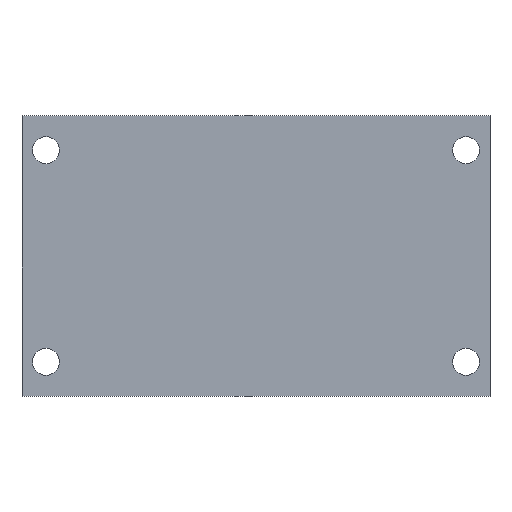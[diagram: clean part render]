
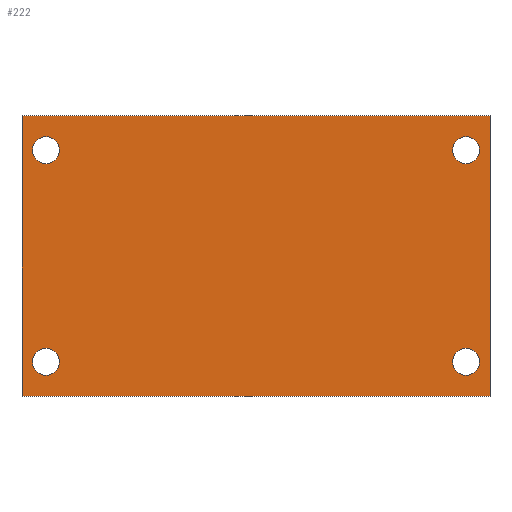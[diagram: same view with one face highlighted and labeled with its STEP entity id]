
A CAD part, top view. The second image highlights one B-rep face of the part: STEP entity #222.
In plain terms, the highlighted planar face has unit normal (0, 0, 1).
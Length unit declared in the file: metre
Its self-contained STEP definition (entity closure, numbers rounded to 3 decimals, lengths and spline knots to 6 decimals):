
#20=CIRCLE('',#247,0.0015);
#22=CIRCLE('',#250,0.0015);
#24=CIRCLE('',#253,0.0015);
#26=CIRCLE('',#257,0.0015);
#56=ORIENTED_EDGE('',*,*,#80,.F.);
#57=ORIENTED_EDGE('',*,*,#84,.T.);
#58=ORIENTED_EDGE('',*,*,#89,.T.);
#59=ORIENTED_EDGE('',*,*,#97,.F.);
#60=ORIENTED_EDGE('',*,*,#94,.F.);
#61=ORIENTED_EDGE('',*,*,#92,.F.);
#62=ORIENTED_EDGE('',*,*,#90,.F.);
#63=ORIENTED_EDGE('',*,*,#98,.F.);
#80=EDGE_CURVE('',#104,#105,#124,.T.);
#84=EDGE_CURVE('',#104,#107,#128,.T.);
#89=EDGE_CURVE('',#107,#111,#131,.T.);
#90=EDGE_CURVE('',#112,#112,#20,.T.);
#92=EDGE_CURVE('',#114,#114,#22,.T.);
#94=EDGE_CURVE('',#116,#116,#24,.T.);
#97=EDGE_CURVE('',#105,#111,#133,.T.);
#98=EDGE_CURVE('',#118,#118,#26,.T.);
#104=VERTEX_POINT('',#339);
#105=VERTEX_POINT('',#341);
#107=VERTEX_POINT('',#347);
#111=VERTEX_POINT('',#357);
#112=VERTEX_POINT('',#361);
#114=VERTEX_POINT('',#366);
#116=VERTEX_POINT('',#371);
#118=VERTEX_POINT('',#379);
#124=LINE('',#340,#136);
#128=LINE('',#348,#140);
#131=LINE('',#358,#143);
#133=LINE('',#376,#145);
#136=VECTOR('',#273,1.);
#140=VECTOR('',#279,1.);
#143=VECTOR('',#288,1.);
#145=VECTOR('',#310,1.);
#160=EDGE_LOOP('',(#56,#57,#58,#59));
#161=EDGE_LOOP('',(#60));
#162=EDGE_LOOP('',(#61));
#163=EDGE_LOOP('',(#62));
#164=EDGE_LOOP('',(#63));
#190=FACE_BOUND('',#160,.T.);
#191=FACE_BOUND('',#161,.T.);
#192=FACE_BOUND('',#162,.T.);
#193=FACE_BOUND('',#163,.T.);
#194=FACE_BOUND('',#164,.T.);
#210=PLANE('',#259);
#222=ADVANCED_FACE('',(#190,#191,#192,#193,#194),#210,.T.);
#247=AXIS2_PLACEMENT_3D('',#360,#291,#292);
#250=AXIS2_PLACEMENT_3D('',#365,#297,#298);
#253=AXIS2_PLACEMENT_3D('',#370,#303,#304);
#257=AXIS2_PLACEMENT_3D('',#378,#313,#314);
#259=AXIS2_PLACEMENT_3D('',#382,#317,#318);
#273=DIRECTION('',(0.,-1.,0.));
#279=DIRECTION('',(-1.,0.,0.));
#288=DIRECTION('',(0.,-1.,0.));
#291=DIRECTION('',(0.,0.,1.));
#292=DIRECTION('',(1.,0.,0.));
#297=DIRECTION('',(0.,0.,1.));
#298=DIRECTION('',(1.,0.,0.));
#303=DIRECTION('',(0.,0.,1.));
#304=DIRECTION('',(1.,0.,0.));
#310=DIRECTION('',(-1.,0.,0.));
#313=DIRECTION('',(0.,0.,1.));
#314=DIRECTION('',(1.,0.,0.));
#317=DIRECTION('',(0.,0.,1.));
#318=DIRECTION('',(1.,0.,0.));
#339=CARTESIAN_POINT('',(0.026,0.0156,0.004));
#340=CARTESIAN_POINT('',(0.026,0.,0.004));
#341=CARTESIAN_POINT('',(0.026,-0.0156,0.004));
#347=CARTESIAN_POINT('',(-0.026,0.0156,0.004));
#348=CARTESIAN_POINT('',(0.,0.0156,0.004));
#357=CARTESIAN_POINT('',(-0.026,-0.0156,0.004));
#358=CARTESIAN_POINT('',(-0.026,0.,0.004));
#360=CARTESIAN_POINT('',(0.02335,-0.01175,0.004));
#361=CARTESIAN_POINT('',(0.02485,-0.01175,0.004));
#365=CARTESIAN_POINT('',(0.02335,0.01175,0.004));
#366=CARTESIAN_POINT('',(0.02485,0.01175,0.004));
#370=CARTESIAN_POINT('',(-0.02335,0.01175,0.004));
#371=CARTESIAN_POINT('',(-0.02185,0.01175,0.004));
#376=CARTESIAN_POINT('',(0.,-0.0156,0.004));
#378=CARTESIAN_POINT('',(-0.02335,-0.01175,0.004));
#379=CARTESIAN_POINT('',(-0.02185,-0.01175,0.004));
#382=CARTESIAN_POINT('',(0.,0.,0.004));
